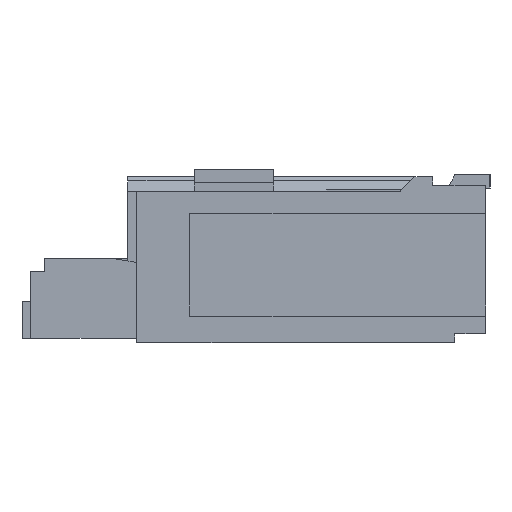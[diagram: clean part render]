
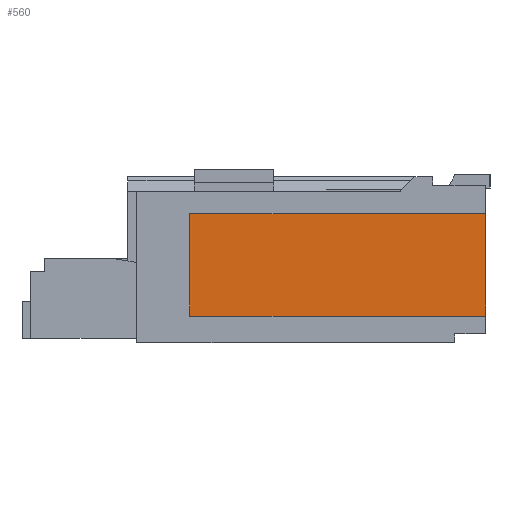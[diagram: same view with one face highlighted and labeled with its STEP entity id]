
A CAD part, left-side view. The second image highlights one B-rep face of the part: STEP entity #560.
In plain terms, the highlighted planar face has unit normal (-1, 0, 0).
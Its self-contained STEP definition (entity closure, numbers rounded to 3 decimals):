
#560=ADVANCED_FACE('',(#1880),#1881,.F.);
#1880=FACE_OUTER_BOUND('',#3484,.T.);
#1881=PLANE('',#3485);
#3484=EDGE_LOOP('',(#9017,#9018,#9019,#9020));
#3485=AXIS2_PLACEMENT_3D('',#9021,#9022,#9023);
#9017=ORIENTED_EDGE('',*,*,#13182,.F.);
#9018=ORIENTED_EDGE('',*,*,#13183,.F.);
#9019=ORIENTED_EDGE('',*,*,#13168,.T.);
#9020=ORIENTED_EDGE('',*,*,#13177,.F.);
#9021=CARTESIAN_POINT('',(-6.35,3.35,-1.58));
#9022=DIRECTION('',(1.0,0.0,0.0));
#9023=DIRECTION('',(0.0,1.0,0.0));
#13168=EDGE_CURVE('',#16951,#16952,#16953,.T.);
#13177=EDGE_CURVE('',#16966,#16952,#16968,.T.);
#13182=EDGE_CURVE('',#16975,#16966,#16976,.T.);
#13183=EDGE_CURVE('',#16951,#16975,#16977,.T.);
#16951=VERTEX_POINT('',#22618);
#16952=VERTEX_POINT('',#22619);
#16953=LINE('',#22620,#22621);
#16966=VERTEX_POINT('',#22641);
#16968=LINE('',#22644,#22645);
#16975=VERTEX_POINT('',#22656);
#16976=LINE('',#22657,#22658);
#16977=LINE('',#22659,#22660);
#22618=CARTESIAN_POINT('',(-6.35,3.35,-1.58));
#22619=CARTESIAN_POINT('',(-6.35,0.0,-1.58));
#22620=CARTESIAN_POINT('',(-6.35,3.35,-1.58));
#22621=VECTOR('',#25912,3.35);
#22641=CARTESIAN_POINT('',(-6.35,0.0,-0.42));
#22644=CARTESIAN_POINT('',(-6.35,0.0,-0.42));
#22645=VECTOR('',#25921,1.16);
#22656=CARTESIAN_POINT('',(-6.35,3.35,-0.42));
#22657=CARTESIAN_POINT('',(-6.35,3.35,-0.42));
#22658=VECTOR('',#25926,3.35);
#22659=CARTESIAN_POINT('',(-6.35,3.35,-1.58));
#22660=VECTOR('',#25927,1.16);
#25912=DIRECTION('',(0.0,-1.0,0.0));
#25921=DIRECTION('',(0.0,0.0,-1.0));
#25926=DIRECTION('',(0.0,-1.0,0.0));
#25927=DIRECTION('',(0.0,0.0,1.0));
